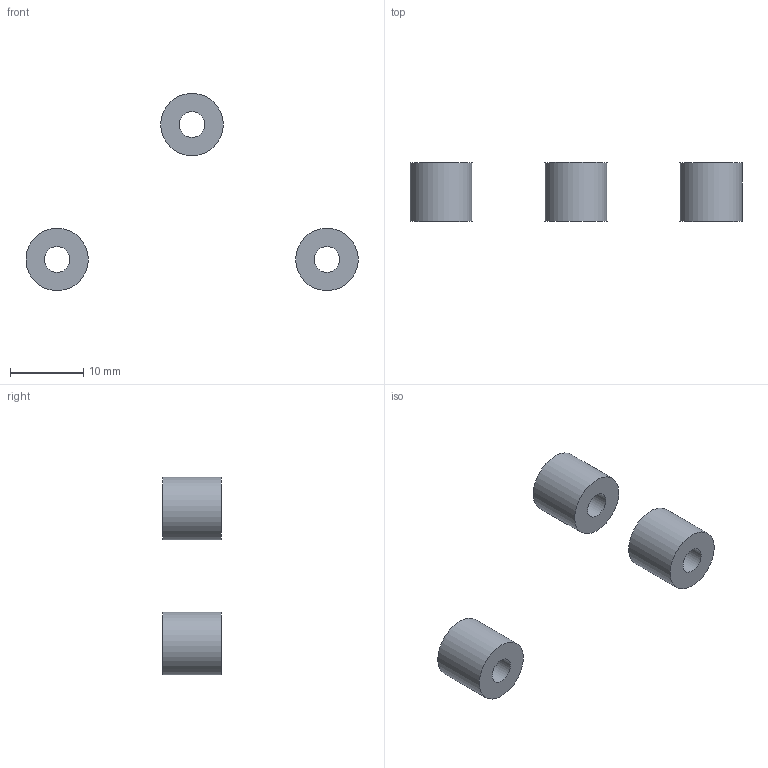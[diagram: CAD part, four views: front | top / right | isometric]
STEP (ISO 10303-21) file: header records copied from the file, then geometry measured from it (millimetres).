
FILE_DESCRIPTION(('FreeCAD Model'),'2;1');
FILE_NAME( 'x-motor-spacer.step', '2015-04-02T11:47:56',('FreeCAD'),('FreeCAD'), 'Open CASCADE STEP processor 6.5','FreeCAD','Unknown');
FILE_SCHEMA(('AUTOMOTIVE_DESIGN_CC2 { 1 2 10303 214 -1 1 5 4 }'));
Length unit declared in the file: millimetre
Products named in the file (3): x-motor-spacer-left; x-motor-spacer-right; x-motor-spacer-top
Bounding box: 45.24 x 8 x 26.85 mm (x, y, z)
Volume: 1131 mm3; surface area: 1187.5 mm2
Topology: 3 solids, 3 shells, 12 faces, 24 edges, 18 vertices
Faces by surface type: cylinder 6, plane 6
Full cylindrical faces by diameter (mm): 3.5 x3, 8.5 x3
Entity records: 715 total; most frequent: CARTESIAN_POINT 163, DIRECTION 92, ORIENTED_EDGE 48, PCURVE 48, DEFINITIONAL_REPRESENTATION 48, AXIS2_PLACEMENT_3D 31, EDGE_CURVE 24, CIRCLE 24
